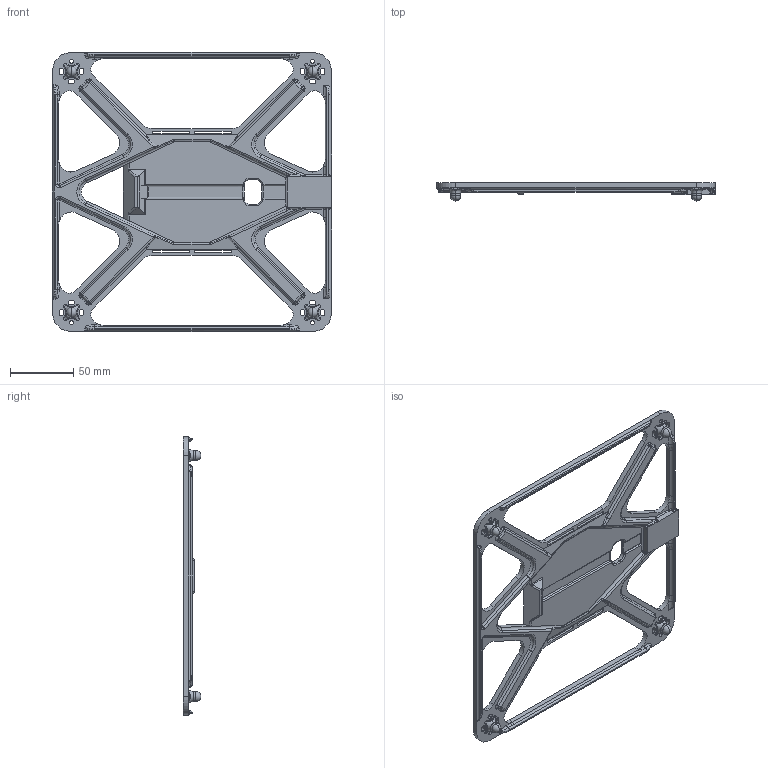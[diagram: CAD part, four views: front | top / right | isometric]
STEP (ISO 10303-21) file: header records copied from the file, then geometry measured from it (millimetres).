
FILE_DESCRIPTION (( 'STEP AP214' ), '1' );
FILE_NAME ('frame.STEP', '2025-06-27T13:08:13', ( '' ), ( '' ), 'SwSTEP 2.0', 'SolidWorks 2023', '' );
FILE_SCHEMA (( 'AUTOMOTIVE_DESIGN' ));
Length unit declared in the file: millimetre
Products named in the file (1): frame
Bounding box: 220 x 14.1 x 220 mm (x, y, z)
Volume: 123816.3 mm3; surface area: 67416.2 mm2
Topology: 1 solids, 1 shells, 601 faces, 1580 edges, 950 vertices
Faces by surface type: cylinder 297, bspline 106, plane 93, torus 80, sphere 25
Entity records: 22994 total; most frequent: CARTESIAN_POINT 8788, ORIENTED_EDGE 3080, DIRECTION 2979, EDGE_CURVE 1540, AXIS2_PLACEMENT_3D 1215, VERTEX_POINT 938, CIRCLE 719, EDGE_LOOP 654
